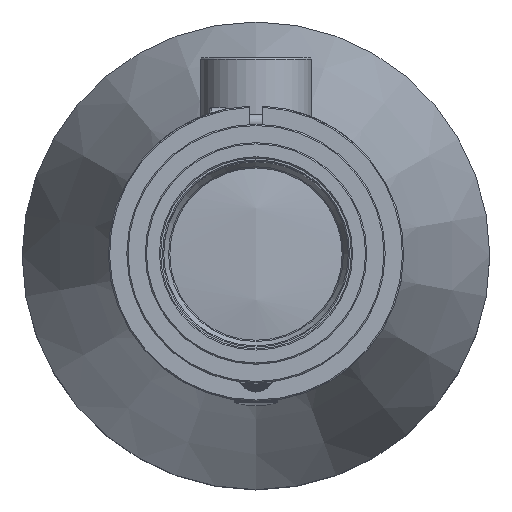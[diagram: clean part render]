
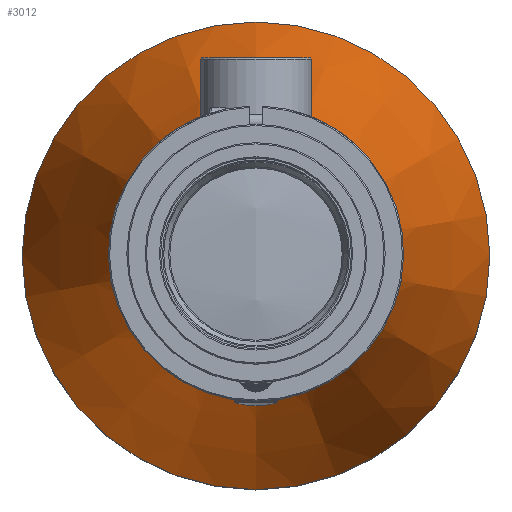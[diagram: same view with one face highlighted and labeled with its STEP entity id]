
A CAD part, top view. The second image highlights one B-rep face of the part: STEP entity #3012.
In plain terms, the highlighted conical face has half-angle 18.036 degrees and reference radius 38 mm.
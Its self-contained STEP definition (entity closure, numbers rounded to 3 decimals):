
#789=CONICAL_SURFACE('',#21650,38.,18.036);
#2400=FACE_BOUND('',#5766,.T.);
#2401=FACE_BOUND('',#5767,.T.);
#3012=ADVANCED_FACE('',(#2400,#2401),#789,.T.);
#5766=EDGE_LOOP('',(#9919));
#5767=EDGE_LOOP('',(#9920));
#9919=ORIENTED_EDGE('',*,*,#17712,.T.);
#9920=ORIENTED_EDGE('',*,*,#17711,.F.);
#15615=VERTEX_POINT('',#32879);
#15616=VERTEX_POINT('',#32882);
#17711=EDGE_CURVE('',#15615,#15615,#20556,.T.);
#17712=EDGE_CURVE('',#15616,#15616,#20557,.T.);
#20556=CIRCLE('',#21647,38.);
#20557=CIRCLE('',#21649,21.);
#21647=AXIS2_PLACEMENT_3D('',#32878,#23960,#23961);
#21649=AXIS2_PLACEMENT_3D('',#32881,#23964,#23965);
#21650=AXIS2_PLACEMENT_3D('',#32883,#23966,#23967);
#23960=DIRECTION('',(0.,0.,-1.));
#23961=DIRECTION('',(0.,1.,0.));
#23964=DIRECTION('',(0.,0.,-1.));
#23965=DIRECTION('',(0.,1.,0.));
#23966=DIRECTION('',(0.,0.,-1.));
#23967=DIRECTION('',(0.,1.,0.));
#32878=CARTESIAN_POINT('',(0.,0.,36.433));
#32879=CARTESIAN_POINT('',(0.,38.,36.433));
#32881=CARTESIAN_POINT('',(0.,0.,88.641));
#32882=CARTESIAN_POINT('',(0.,21.,88.641));
#32883=CARTESIAN_POINT('',(0.,0.,36.433));
